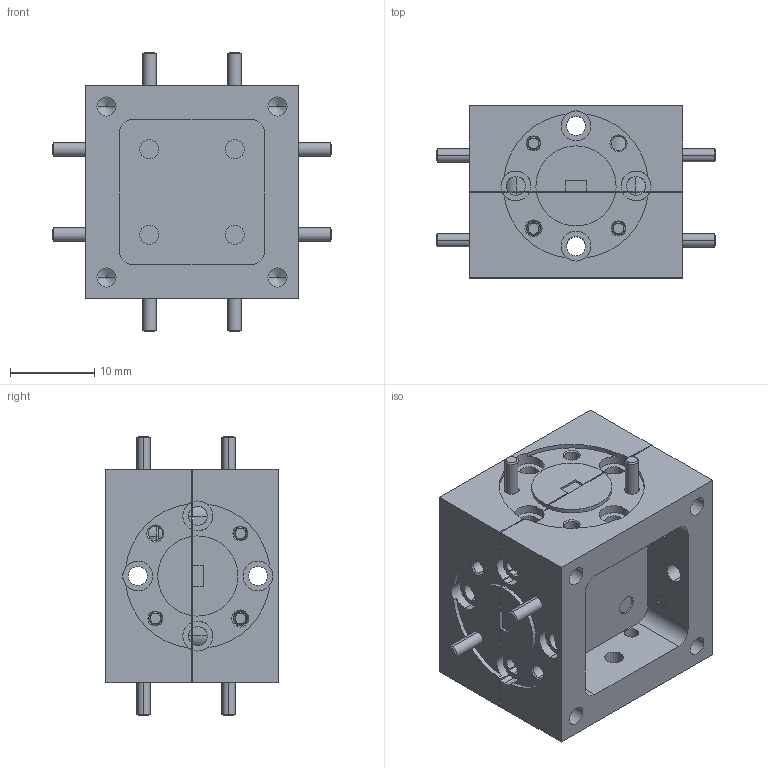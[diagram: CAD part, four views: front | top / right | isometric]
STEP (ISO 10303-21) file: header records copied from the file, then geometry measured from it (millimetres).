
FILE_DESCRIPTION (( 'STEP AP203' ), '1' );
FILE_NAME ('SWX-92396320-10-4B.STEP', '2021-08-31T16:34:33', ( '' ), ( '' ), 'SwSTEP 2.0', 'SolidWorks 2021', '' );
FILE_SCHEMA (( 'CONFIG_CONTROL_DESIGN' ));
Length unit declared in the file: inch
Products named in the file (1): SWX-92396320-10-4B
Bounding box: 33.15 x 20.45 x 33.15 mm (x, y, z)
Volume: 8520 mm3; surface area: 7089.5 mm2
Topology: 14 solids, 14 shells, 526 faces, 1292 edges, 816 vertices
Faces by surface type: cylinder 240, plane 170, cone 116
Entity records: 16017 total; most frequent: CARTESIAN_POINT 3015, DIRECTION 2898, ORIENTED_EDGE 2584, EDGE_CURVE 1292, AXIS2_PLACEMENT_3D 1131, VERTEX_POINT 816, LINE 636, VECTOR 636
